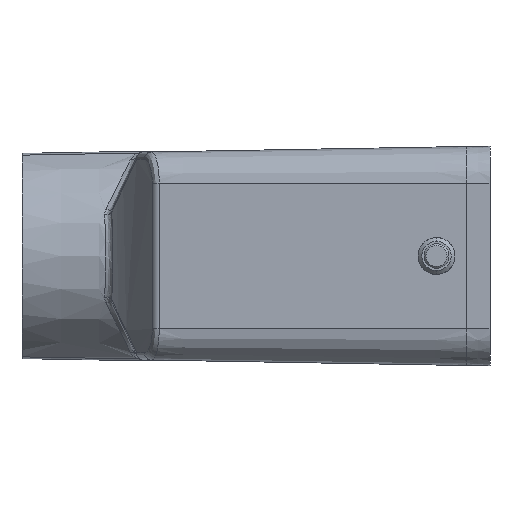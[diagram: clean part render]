
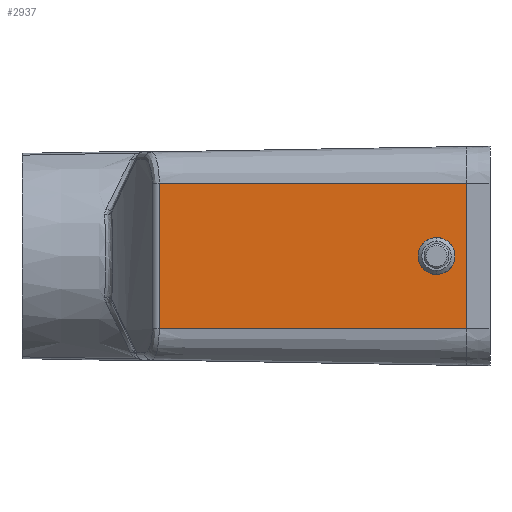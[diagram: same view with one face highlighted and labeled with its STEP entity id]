
A CAD part, left-side view. The second image highlights one B-rep face of the part: STEP entity #2937.
In plain terms, the highlighted planar face has unit normal (-1, 0.018, 0).
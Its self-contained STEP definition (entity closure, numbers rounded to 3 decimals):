
#464 = CARTESIAN_POINT ( 'NONE',  ( -39.711, 2.25, 2.475 ) ) ;
#558 = CARTESIAN_POINT ( 'NONE',  ( -39.75, 0., 9.8 ) ) ;
#753 = CARTESIAN_POINT ( 'NONE',  ( -38.973, 44.53, 9.8 ) ) ;
#1004 = LINE ( 'NONE', #6497, #3061 ) ;
#1038 = CARTESIAN_POINT ( 'NONE',  ( -39.75, 0., -9.8 ) ) ;
#1197 = VERTEX_POINT ( 'NONE', #753 ) ;
#1212 = VERTEX_POINT ( 'NONE', #5076 ) ;
#1501 = VECTOR ( 'NONE', #3476, 1000. ) ;
#1588 = CARTESIAN_POINT ( 'NONE',  ( -39.75, 0., -9.8 ) ) ;
#1601 = CARTESIAN_POINT ( 'NONE',  ( -39.695, 3.15, -9.8 ) ) ;
#1649 = ORIENTED_EDGE ( 'NONE', *, *, #6856, .T. ) ;
#1926 = DIRECTION ( 'NONE',  ( -0.017, -1., 0. ) ) ;
#2156 = VERTEX_POINT ( 'NONE', #9292 ) ;
#2243 = FACE_OUTER_BOUND ( 'NONE', #8700, .T. ) ;
#2371 = EDGE_CURVE ( 'NONE', #1197, #8312, #1004, .T. ) ;
#2523 = CARTESIAN_POINT ( 'NONE',  ( -38.973, 44.53, -9.8 ) ) ;
#2937 = ADVANCED_FACE ( 'NONE', ( #6632, #2243 ), #8867, .T. ) ;
#2951 = AXIS2_PLACEMENT_3D ( 'NONE', #1038, #7181, #1926 ) ;
#3056 = CARTESIAN_POINT ( 'NONE',  ( -39.711, 2.25, -2.475 ) ) ;
#3061 = VECTOR ( 'NONE', #10839, 1000. ) ;
#3476 = DIRECTION ( 'NONE',  ( 0., 0., 1. ) ) ;
#3678 = EDGE_CURVE ( 'NONE', #5298, #2156, #10906, .T. ) ;
#3794 =( BOUNDED_CURVE ( )  B_SPLINE_CURVE ( 3, ( #7437, #3056, #464, #6584 ),
 .UNSPECIFIED., .F., .T. ) 
 B_SPLINE_CURVE_WITH_KNOTS ( ( 4, 4 ),
 ( 4.712, 7.854 ),
 .UNSPECIFIED. ) 
 CURVE ( )  GEOMETRIC_REPRESENTATION_ITEM ( )  RATIONAL_B_SPLINE_CURVE ( ( 1., 0.333, 0.333, 1. ) ) 
 REPRESENTATION_ITEM ( '' )  );
#3811 = ORIENTED_EDGE ( 'NONE', *, *, #8072, .F. ) ;
#5037 = LINE ( 'NONE', #558, #7097 ) ;
#5076 = CARTESIAN_POINT ( 'NONE',  ( -39.695, 3.15, -9.8 ) ) ;
#5298 = VERTEX_POINT ( 'NONE', #5466 ) ;
#5466 = CARTESIAN_POINT ( 'NONE',  ( -39.624, 7.2, 2.475 ) ) ;
#5804 = CARTESIAN_POINT ( 'NONE',  ( -39.624, 7.2, -2.475 ) ) ;
#6002 = ORIENTED_EDGE ( 'NONE', *, *, #9808, .F. ) ;
#6194 = EDGE_LOOP ( 'NONE', ( #9836, #3811 ) ) ;
#6497 = CARTESIAN_POINT ( 'NONE',  ( -38.973, 44.53, -9.8 ) ) ;
#6584 = CARTESIAN_POINT ( 'NONE',  ( -39.624, 7.2, 2.475 ) ) ;
#6616 = ORIENTED_EDGE ( 'NONE', *, *, #2371, .T. ) ;
#6632 = FACE_BOUND ( 'NONE', #6194, .T. ) ;
#6671 = DIRECTION ( 'NONE',  ( -0.017, -1., 0. ) ) ;
#6845 = DIRECTION ( 'NONE',  ( -0.017, -1., 0. ) ) ;
#6856 = EDGE_CURVE ( 'NONE', #8312, #1212, #8329, .T. ) ;
#7097 = VECTOR ( 'NONE', #6671, 1000. ) ;
#7181 = DIRECTION ( 'NONE',  ( -1., 0.017, 0. ) ) ;
#7437 = CARTESIAN_POINT ( 'NONE',  ( -39.624, 7.2, -2.475 ) ) ;
#7518 = CARTESIAN_POINT ( 'NONE',  ( -39.538, 12.15, 2.475 ) ) ;
#8071 = VECTOR ( 'NONE', #6845, 1000. ) ;
#8072 = EDGE_CURVE ( 'NONE', #2156, #5298, #3794, .T. ) ;
#8194 = LINE ( 'NONE', #1601, #1501 ) ;
#8312 = VERTEX_POINT ( 'NONE', #2523 ) ;
#8329 = LINE ( 'NONE', #1588, #8071 ) ;
#8700 = EDGE_LOOP ( 'NONE', ( #6002, #6616, #1649, #10543 ) ) ;
#8867 = PLANE ( 'NONE',  #2951 ) ;
#9257 = CARTESIAN_POINT ( 'NONE',  ( -39.624, 7.2, 2.475 ) ) ;
#9292 = CARTESIAN_POINT ( 'NONE',  ( -39.624, 7.2, -2.475 ) ) ;
#9808 = EDGE_CURVE ( 'NONE', #1197, #9897, #5037, .T. ) ;
#9836 = ORIENTED_EDGE ( 'NONE', *, *, #3678, .F. ) ;
#9897 = VERTEX_POINT ( 'NONE', #10236 ) ;
#10236 = CARTESIAN_POINT ( 'NONE',  ( -39.695, 3.15, 9.8 ) ) ;
#10543 = ORIENTED_EDGE ( 'NONE', *, *, #11341, .T. ) ;
#10839 = DIRECTION ( 'NONE',  ( 0., 0., -1. ) ) ;
#10906 =( BOUNDED_CURVE ( )  B_SPLINE_CURVE ( 3, ( #9257, #7518, #11047, #5804 ),
 .UNSPECIFIED., .F., .F. ) 
 B_SPLINE_CURVE_WITH_KNOTS ( ( 4, 4 ),
 ( 1.571, 4.712 ),
 .UNSPECIFIED. ) 
 CURVE ( )  GEOMETRIC_REPRESENTATION_ITEM ( )  RATIONAL_B_SPLINE_CURVE ( ( 1., 0.333, 0.333, 1. ) ) 
 REPRESENTATION_ITEM ( '' )  );
#11047 = CARTESIAN_POINT ( 'NONE',  ( -39.538, 12.15, -2.475 ) ) ;
#11341 = EDGE_CURVE ( 'NONE', #1212, #9897, #8194, .T. ) ;
